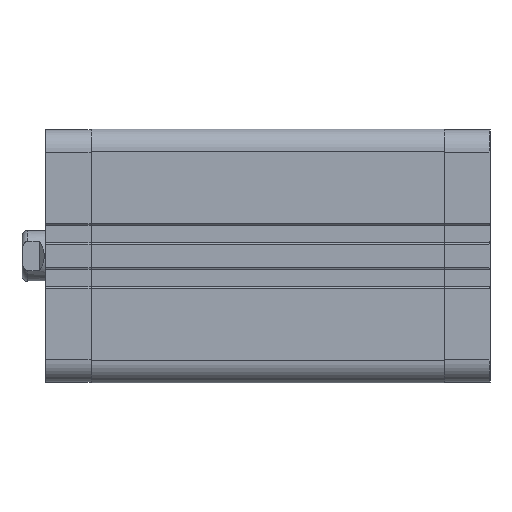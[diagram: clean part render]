
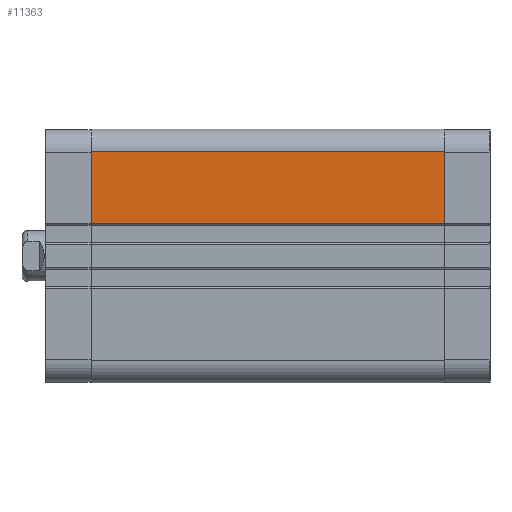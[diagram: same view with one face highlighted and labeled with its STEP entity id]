
A CAD part, left-side view. The second image highlights one B-rep face of the part: STEP entity #11363.
In plain terms, the highlighted planar face has unit normal (-1, 0, 0).
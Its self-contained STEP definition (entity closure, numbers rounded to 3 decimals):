
#7639=CARTESIAN_POINT('',(-40.,55.75,10.25));
#7640=VERTEX_POINT('',#7639);
#7648=CARTESIAN_POINT('',(-40.,55.75,33.));
#7649=VERTEX_POINT('',#7648);
#7650=CARTESIAN_POINT('',(-40.,55.75,33.));
#7651=DIRECTION('',(0.,0.0,-1.0));
#7652=VECTOR('',#7651,22.75);
#7653=LINE('',#7650,#7652);
#7654=EDGE_CURVE('',#7649,#7640,#7653,.T.);
#10168=CARTESIAN_POINT('',(-40.,-55.75,33.));
#10169=VERTEX_POINT('',#10168);
#10177=CARTESIAN_POINT('',(-40.,-55.75,10.25));
#10178=VERTEX_POINT('',#10177);
#10179=CARTESIAN_POINT('',(-40.,-55.75,10.25));
#10180=DIRECTION('',(0.,0.0,1.0));
#10181=VECTOR('',#10180,22.75);
#10182=LINE('',#10179,#10181);
#10183=EDGE_CURVE('',#10178,#10169,#10182,.T.);
#11336=CARTESIAN_POINT('',(-40.,-55.75,33.));
#11337=DIRECTION('',(0.0,1.0,0.0));
#11338=VECTOR('',#11337,111.5);
#11339=LINE('',#11336,#11338);
#11340=EDGE_CURVE('',#10169,#7649,#11339,.T.);
#11347=CARTESIAN_POINT('',(-40.,0.0,33.));
#11348=DIRECTION('',(-1.0,0.0,0.));
#11349=DIRECTION('',(0.,0.0,1.0));
#11350=AXIS2_PLACEMENT_3D('',#11347,#11348,#11349);
#11351=PLANE('',#11350);
#11352=ORIENTED_EDGE('',*,*,#7654,.T.);
#11353=CARTESIAN_POINT('',(-40.,-55.75,10.25));
#11354=DIRECTION('',(0.0,1.0,0.0));
#11355=VECTOR('',#11354,111.5);
#11356=LINE('',#11353,#11355);
#11357=EDGE_CURVE('',#10178,#7640,#11356,.T.);
#11358=ORIENTED_EDGE('',*,*,#11357,.F.);
#11359=ORIENTED_EDGE('',*,*,#10183,.T.);
#11360=ORIENTED_EDGE('',*,*,#11340,.T.);
#11361=EDGE_LOOP('',(#11352,#11358,#11359,#11360));
#11362=FACE_OUTER_BOUND('',#11361,.T.);
#11363=ADVANCED_FACE('',(#11362),#11351,.T.);
